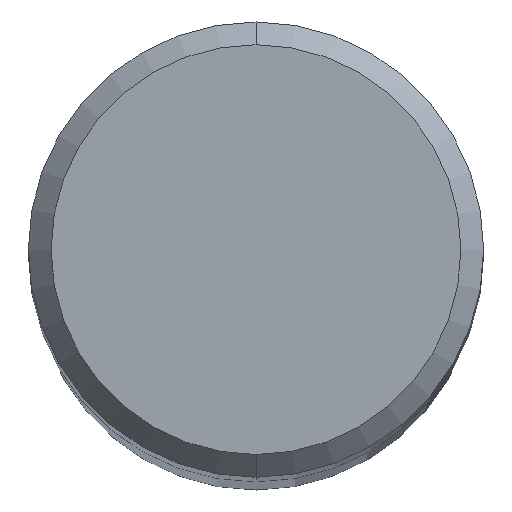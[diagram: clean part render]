
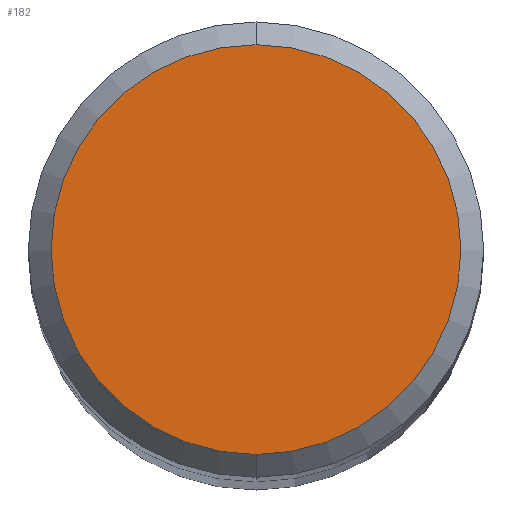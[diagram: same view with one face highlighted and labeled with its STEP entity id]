
A CAD part, top view. The second image highlights one B-rep face of the part: STEP entity #182.
In plain terms, the highlighted planar face has unit normal (0, 0, 1).
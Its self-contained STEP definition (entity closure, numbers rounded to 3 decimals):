
#112=VERTEX_POINT('',#259);
#130=EDGE_CURVE('',#112,#152,#278,.T.);
#152=VERTEX_POINT('',#303);
#176=EDGE_CURVE('',#152,#112,#331,.T.);
#182=ADVANCED_FACE('',(#338),#339,.T.);
#259=CARTESIAN_POINT('',(0.0,5.4,0.0));
#278=CIRCLE('',#448,5.4);
#303=CARTESIAN_POINT('',(0.,-5.4,0.0));
#331=CIRCLE('',#508,5.4);
#338=FACE_OUTER_BOUND('',#516,.T.);
#339=PLANE('',#517);
#448=AXIS2_PLACEMENT_3D('',#620,#621,#622);
#508=AXIS2_PLACEMENT_3D('',#685,#686,#687);
#516=EDGE_LOOP('',(#700,#701));
#517=AXIS2_PLACEMENT_3D('',#702,#703,#704);
#620=CARTESIAN_POINT('',(0.0,0.0,0.0));
#621=DIRECTION('',(0.0,0.0,-1.0));
#622=DIRECTION('',(0.0,1.0,0.0));
#685=CARTESIAN_POINT('',(0.0,0.0,0.0));
#686=DIRECTION('',(0.0,0.0,-1.0));
#687=DIRECTION('',(0.0,1.0,0.0));
#700=ORIENTED_EDGE('',*,*,#130,.F.);
#701=ORIENTED_EDGE('',*,*,#176,.F.);
#702=CARTESIAN_POINT('',(0.0,2.7,0.0));
#703=DIRECTION('',(-0.0,0.0,1.0));
#704=DIRECTION('',(0.0,-1.0,0.0));
